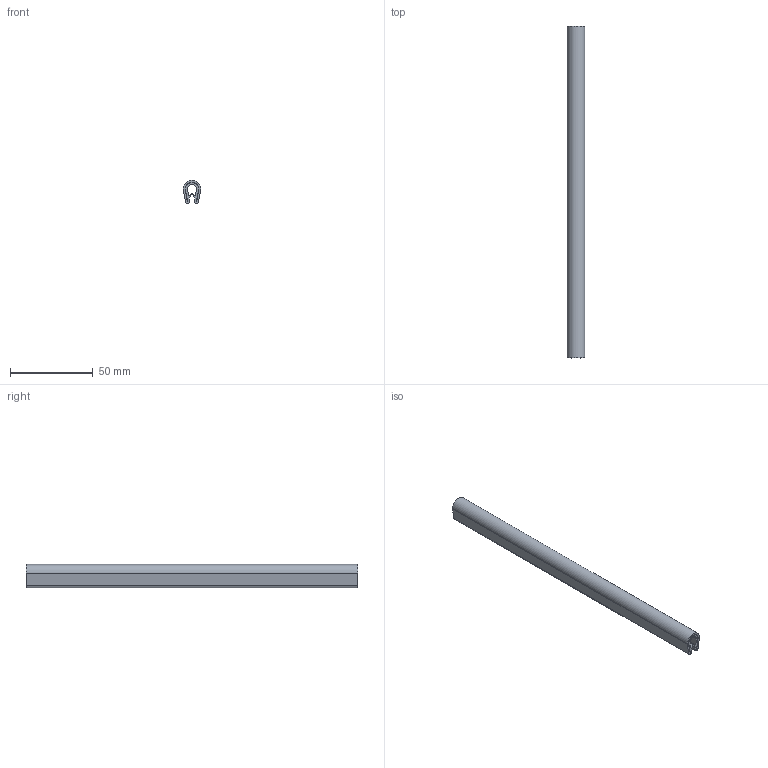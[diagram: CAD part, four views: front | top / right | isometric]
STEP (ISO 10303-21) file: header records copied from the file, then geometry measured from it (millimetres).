
FILE_DESCRIPTION( (''), '2;1');
FILE_NAME ('PC50.13112.TEM_1010_01_17933.stp','2021-03-04T14:19:19',(''),(''),'spGate 17.5.1','','');
FILE_SCHEMA (('AUTOMOTIVE_DESIGN'));
Length unit declared in the file: millimetre
Products named in the file (3): Assembly; rubber; center core
Assembly tree (2 placements, depth 2):
  Assembly
    rubber
    center core
Bounding box: 10.5 x 200 x 14 mm (x, y, z)
Volume: 15787.1 mm3; surface area: 36738.4 mm2
Topology: 2 solids, 2 shells, 34 faces, 90 edges, 60 vertices
Faces by surface type: plane 26, cylinder 8
Entity records: 1854 total; most frequent: CARTESIAN_POINT 190, DIRECTION 186, ORIENTED_EDGE 180, COLOUR_RGB 126, PRESENTATION_STYLE_ASSIGNMENT 126, STYLED_ITEM 126, EDGE_CURVE 90, DRAUGHTING_PRE_DEFINED_CURVE_FONT 90
